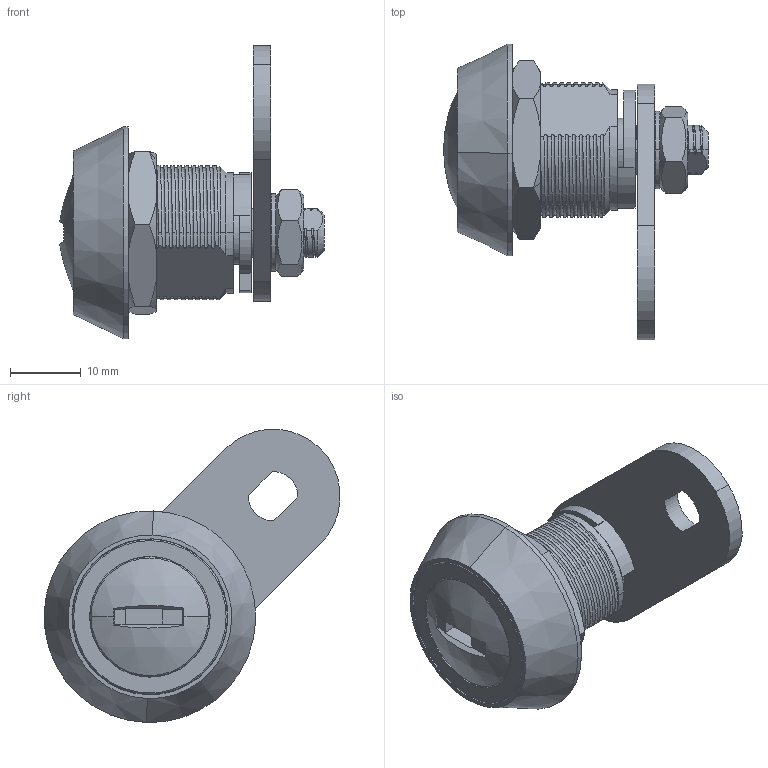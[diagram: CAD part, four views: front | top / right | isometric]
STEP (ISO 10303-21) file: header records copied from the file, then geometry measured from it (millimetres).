
FILE_DESCRIPTION (( 'STEP AP203' ), '1' );
FILE_NAME ('KC-115B.STEP', '2021-11-18T03:41:30', ( '' ), ( '' ), 'SwSTEP 2.0', 'SolidWorks 2011', '' );
FILE_SCHEMA (( 'CONFIG_CONTROL_DESIGN' ));
Length unit declared in the file: millimetre
Products named in the file (1): KC-115B
Bounding box: 37.53 x 41.91 x 41.54 mm (x, y, z)
Volume: 11535.3 mm3; surface area: 8542.9 mm2
Topology: 2 solids, 8 shells, 343 faces, 1000 edges, 660 vertices
Faces by surface type: cylinder 133, plane 100, bspline 81, cone 25, sphere 2, torus 2
Entity records: 221068 total; most frequent: CARTESIAN_POINT 212983, ORIENTED_EDGE 2000, DIRECTION 1272, EDGE_CURVE 1000, VERTEX_POINT 660, AXIS2_PLACEMENT_3D 446, VECTOR 380, LINE 380
